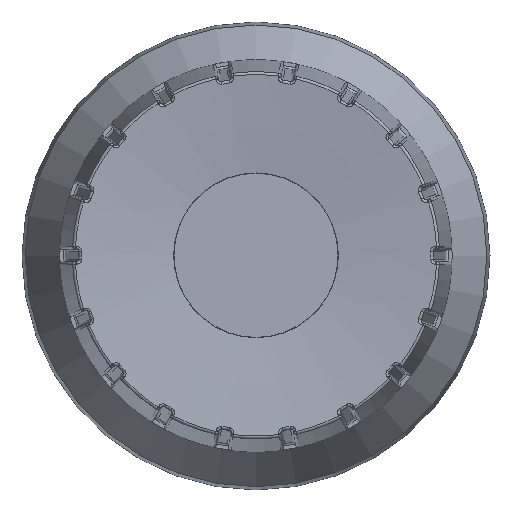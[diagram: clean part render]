
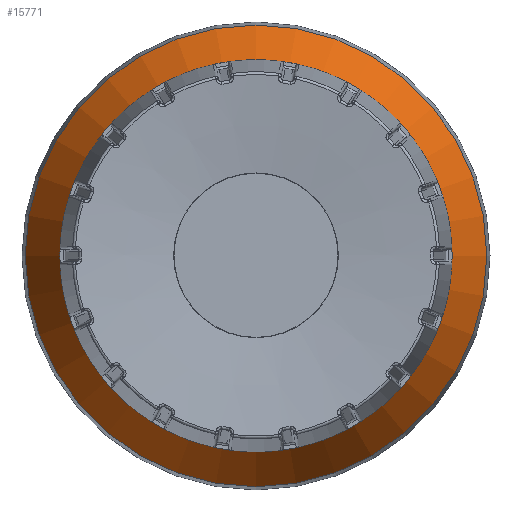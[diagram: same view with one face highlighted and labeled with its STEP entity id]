
A CAD part, top view. The second image highlights one B-rep face of the part: STEP entity #15771.
In plain terms, the highlighted conical face has half-angle 28.811 degrees and reference radius 9.125 mm.
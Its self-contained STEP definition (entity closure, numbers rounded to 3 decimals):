
#8783 = VERTEX_POINT('',#8784);
#8784 = CARTESIAN_POINT('',(-7.75,0.,4.5));
#8789 = EDGE_CURVE('',#8783,#8783,#8790,.T.);
#8790 = CIRCLE('',#8791,7.75);
#8791 = AXIS2_PLACEMENT_3D('',#8792,#8793,#8794);
#8792 = CARTESIAN_POINT('',(0.,0.,4.5));
#8793 = DIRECTION('',(0.,0.,-1.));
#8794 = DIRECTION('',(-1.,0.,0.));
#9567 = EDGE_CURVE('',#9568,#9568,#9570,.T.);
#9568 = VERTEX_POINT('',#9569);
#9569 = CARTESIAN_POINT('',(-9.125,0.,2.));
#9570 = CIRCLE('',#9571,9.125);
#9571 = AXIS2_PLACEMENT_3D('',#9572,#9573,#9574);
#9572 = CARTESIAN_POINT('',(0.,0.,2.));
#9573 = DIRECTION('',(0.,0.,-1.));
#9574 = DIRECTION('',(-1.,0.,0.));
#15771 = ADVANCED_FACE('',(#15772),#15782,.T.);
#15772 = FACE_BOUND('',#15773,.T.);
#15773 = EDGE_LOOP('',(#15774,#15775,#15780,#15781));
#15774 = ORIENTED_EDGE('',*,*,#8789,.T.);
#15775 = ORIENTED_EDGE('',*,*,#15776,.T.);
#15776 = EDGE_CURVE('',#8783,#9568,#15777,.T.);
#15777 = B_SPLINE_CURVE_WITH_KNOTS('',1,(#15778,#15779),.UNSPECIFIED.,
  .F.,.F.,(2,2),(-2.853,0.),.PIECEWISE_BEZIER_KNOTS.);
#15778 = CARTESIAN_POINT('',(-7.75,0.,4.5));
#15779 = CARTESIAN_POINT('',(-9.125,0.,2.));
#15780 = ORIENTED_EDGE('',*,*,#9567,.F.);
#15781 = ORIENTED_EDGE('',*,*,#15776,.F.);
#15782 = CONICAL_SURFACE('',#15783,9.125,0.503);
#15783 = AXIS2_PLACEMENT_3D('',#15784,#15785,#15786);
#15784 = CARTESIAN_POINT('',(0.,0.,2.));
#15785 = DIRECTION('',(0.,0.,-1.));
#15786 = DIRECTION('',(-1.,0.,0.));
